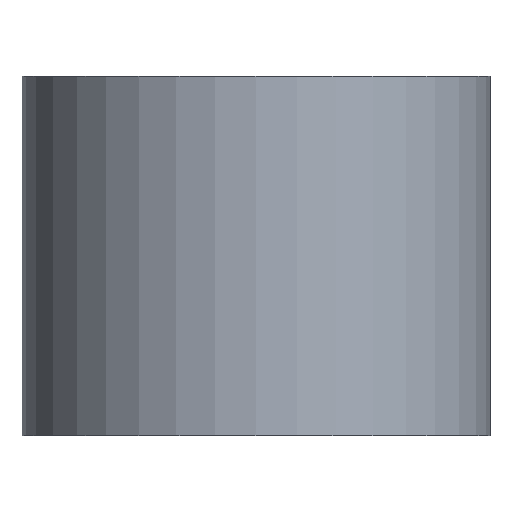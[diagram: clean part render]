
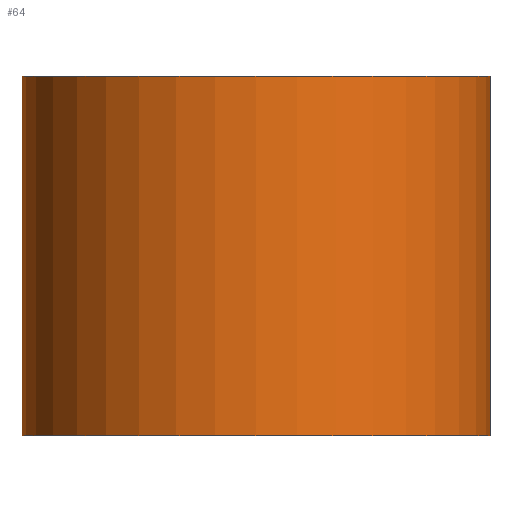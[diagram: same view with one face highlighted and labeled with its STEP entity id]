
A CAD part, front view. The second image highlights one B-rep face of the part: STEP entity #64.
In plain terms, the highlighted cylindrical face has radius 3.9 mm (diameter 7.8 mm), a full revolution.
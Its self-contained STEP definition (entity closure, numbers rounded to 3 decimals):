
#22=FACE_OUTER_BOUND('',#28,.T.);
#28=EDGE_LOOP('',(#55,#56,#57,#58));
#30=LINE('',#121,#32);
#32=VECTOR('',#106,3.9);
#35=CIRCLE('',#83,3.9);
#36=CIRCLE('',#85,3.9);
#39=VERTEX_POINT('',#115);
#40=VERTEX_POINT('',#118);
#44=EDGE_CURVE('',#39,#39,#35,.T.);
#45=EDGE_CURVE('',#40,#40,#36,.T.);
#46=EDGE_CURVE('',#39,#40,#30,.T.);
#55=ORIENTED_EDGE('',*,*,#44,.F.);
#56=ORIENTED_EDGE('',*,*,#46,.T.);
#57=ORIENTED_EDGE('',*,*,#45,.T.);
#58=ORIENTED_EDGE('',*,*,#46,.F.);
#60=CYLINDRICAL_SURFACE('',#86,3.9);
#64=ADVANCED_FACE('',(#22),#60,.T.);
#83=AXIS2_PLACEMENT_3D('',#116,#98,#99);
#85=AXIS2_PLACEMENT_3D('',#119,#102,#103);
#86=AXIS2_PLACEMENT_3D('',#120,#104,#105);
#98=DIRECTION('center_axis',(0.,0.,1.));
#99=DIRECTION('ref_axis',(-1.,0.,0.));
#102=DIRECTION('center_axis',(0.,0.,1.));
#103=DIRECTION('ref_axis',(-1.,0.,0.));
#104=DIRECTION('center_axis',(0.,0.,1.));
#105=DIRECTION('ref_axis',(-1.,0.,0.));
#106=DIRECTION('',(0.,0.,-1.));
#115=CARTESIAN_POINT('',(48.9,0.,6.));
#116=CARTESIAN_POINT('Origin',(45.,0.,6.));
#118=CARTESIAN_POINT('',(48.9,0.,0.));
#119=CARTESIAN_POINT('Origin',(45.,0.,0.));
#120=CARTESIAN_POINT('Origin',(45.,0.,0.));
#121=CARTESIAN_POINT('',(48.9,0.,0.));
